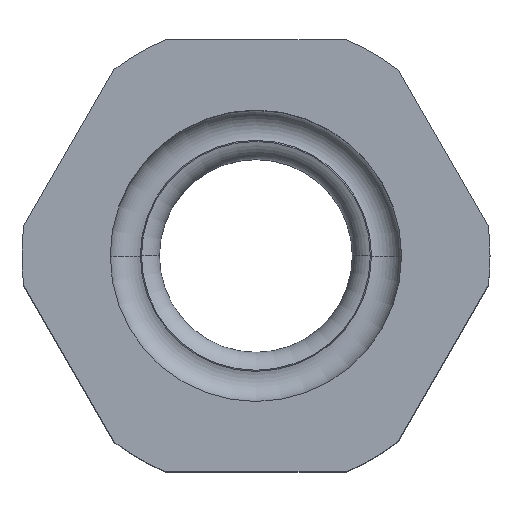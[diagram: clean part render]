
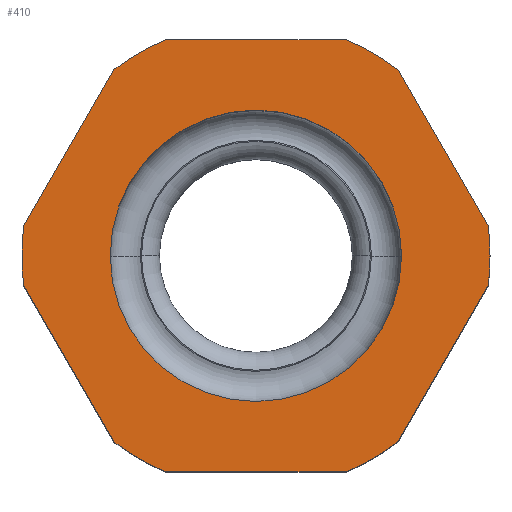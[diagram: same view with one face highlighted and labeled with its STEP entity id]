
A CAD part, top view. The second image highlights one B-rep face of the part: STEP entity #410.
In plain terms, the highlighted planar face has unit normal (0, 0, 1).
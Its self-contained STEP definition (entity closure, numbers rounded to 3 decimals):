
#45 = CARTESIAN_POINT ( 'NONE',  ( 0., 0., 26.8 ) ) ;
#49 = DIRECTION ( 'NONE',  ( 0., 0., 1. ) ) ;
#50 = DIRECTION ( 'NONE',  ( 1., 0., 0. ) ) ;
#236 = VECTOR ( 'NONE', #711, 1000. ) ;
#240 = VECTOR ( 'NONE', #720, 1000. ) ;
#242 = VECTOR ( 'NONE', #2365, 1000. ) ;
#245 = VECTOR ( 'NONE', #2374, 1000. ) ;
#248 = VECTOR ( 'NONE', #2383, 1000. ) ;
#252 = VECTOR ( 'NONE', #2392, 1000. ) ;
#303 = FACE_OUTER_BOUND ( 'NONE', #832, .T. ) ;
#305 = FACE_BOUND ( 'NONE', #831, .T. ) ;
#310 = AXIS2_PLACEMENT_3D ( 'NONE', #2500, #2501, #2502 ) ;
#357 = EDGE_CURVE ( 'NONE', #1543, #949, #1755, .T. ) ;
#358 = EDGE_CURVE ( 'NONE', #951, #950, #1754, .T. ) ;
#359 = EDGE_CURVE ( 'NONE', #953, #952, #1753, .T. ) ;
#360 = EDGE_CURVE ( 'NONE', #955, #954, #1752, .T. ) ;
#361 = EDGE_CURVE ( 'NONE', #957, #956, #1751, .T. ) ;
#362 = EDGE_CURVE ( 'NONE', #948, #958, #1750, .T. ) ;
#363 = EDGE_CURVE ( 'NONE', #949, #948, #709, .T. ) ;
#366 = EDGE_CURVE ( 'NONE', #950, #1549, #718, .T. ) ;
#368 = EDGE_CURVE ( 'NONE', #952, #951, #2363, .T. ) ;
#371 = EDGE_CURVE ( 'NONE', #954, #953, #2372, .T. ) ;
#374 = EDGE_CURVE ( 'NONE', #956, #955, #2381, .T. ) ;
#377 = EDGE_CURVE ( 'NONE', #958, #957, #2390, .T. ) ;
#410 = ADVANCED_FACE ( 'NONE', ( #305, #303 ), #2499, .T. ) ;
#428 = EDGE_CURVE ( 'NONE', #1552, #1551, #1741, .T. ) ;
#514 = ORIENTED_EDGE ( 'NONE', *, *, #2794, .F. ) ;
#516 = ORIENTED_EDGE ( 'NONE', *, *, #377, .T. ) ;
#517 = ORIENTED_EDGE ( 'NONE', *, *, #428, .F. ) ;
#518 = ORIENTED_EDGE ( 'NONE', *, *, #363, .T. ) ;
#519 = ORIENTED_EDGE ( 'NONE', *, *, #362, .T. ) ;
#520 = ORIENTED_EDGE ( 'NONE', *, *, #361, .T. ) ;
#521 = ORIENTED_EDGE ( 'NONE', *, *, #374, .T. ) ;
#522 = ORIENTED_EDGE ( 'NONE', *, *, #360, .T. ) ;
#523 = ORIENTED_EDGE ( 'NONE', *, *, #371, .T. ) ;
#524 = ORIENTED_EDGE ( 'NONE', *, *, #359, .T. ) ;
#525 = ORIENTED_EDGE ( 'NONE', *, *, #368, .T. ) ;
#526 = ORIENTED_EDGE ( 'NONE', *, *, #358, .T. ) ;
#527 = ORIENTED_EDGE ( 'NONE', *, *, #357, .T. ) ;
#528 = ORIENTED_EDGE ( 'NONE', *, *, #366, .T. ) ;
#529 = ORIENTED_EDGE ( 'NONE', *, *, #2711, .T. ) ;
#687 = CARTESIAN_POINT ( 'NONE',  ( 0., 0., 26.8 ) ) ;
#691 = DIRECTION ( 'NONE',  ( 0., 0., 1. ) ) ;
#692 = DIRECTION ( 'NONE',  ( 1., 0., 0. ) ) ;
#693 = CARTESIAN_POINT ( 'NONE',  ( 0., 0., 26.8 ) ) ;
#694 = DIRECTION ( 'NONE',  ( 0., 0., 1. ) ) ;
#695 = DIRECTION ( 'NONE',  ( 1., 0., 0. ) ) ;
#696 = CARTESIAN_POINT ( 'NONE',  ( 0., 0., 26.8 ) ) ;
#697 = DIRECTION ( 'NONE',  ( 0., 0., 1. ) ) ;
#698 = DIRECTION ( 'NONE',  ( 1., 0., 0. ) ) ;
#699 = CARTESIAN_POINT ( 'NONE',  ( 0., 0., 26.8 ) ) ;
#700 = DIRECTION ( 'NONE',  ( 0., 0., 1. ) ) ;
#701 = DIRECTION ( 'NONE',  ( 1., 0., 0. ) ) ;
#702 = CARTESIAN_POINT ( 'NONE',  ( 0., 0., 26.8 ) ) ;
#703 = DIRECTION ( 'NONE',  ( 0., 0., 1. ) ) ;
#704 = DIRECTION ( 'NONE',  ( 1., 0., 0. ) ) ;
#705 = CARTESIAN_POINT ( 'NONE',  ( 0., 0., 26.8 ) ) ;
#706 = DIRECTION ( 'NONE',  ( 0., 0., 1. ) ) ;
#707 = DIRECTION ( 'NONE',  ( 1., 0., 0. ) ) ;
#709 = LINE ( 'NONE', #710, #236 ) ;
#710 = CARTESIAN_POINT ( 'NONE',  ( 12.413, 0., 26.8 ) ) ;
#711 = DIRECTION ( 'NONE',  ( -0.5, 0.866, 0. ) ) ;
#718 = LINE ( 'NONE', #719, #240 ) ;
#719 = CARTESIAN_POINT ( 'NONE',  ( 6.207, -10.75, 26.8 ) ) ;
#720 = DIRECTION ( 'NONE',  ( 0.5, 0.866, 0. ) ) ;
#780 = AXIS2_PLACEMENT_3D ( 'NONE', #702, #703, #704 ) ;
#781 = AXIS2_PLACEMENT_3D ( 'NONE', #699, #700, #701 ) ;
#782 = AXIS2_PLACEMENT_3D ( 'NONE', #696, #697, #698 ) ;
#783 = AXIS2_PLACEMENT_3D ( 'NONE', #687, #691, #692 ) ;
#785 = AXIS2_PLACEMENT_3D ( 'NONE', #693, #694, #695 ) ;
#786 = AXIS2_PLACEMENT_3D ( 'NONE', #705, #706, #707 ) ;
#831 = EDGE_LOOP ( 'NONE', ( #514, #517 ) ) ;
#832 = EDGE_LOOP ( 'NONE', ( #518, #519, #516, #520, #521, #522, #523, #524, #525, #526, #528, #529, #527 ) ) ;
#948 = VERTEX_POINT ( 'NONE', #2597 ) ;
#949 = VERTEX_POINT ( 'NONE', #2598 ) ;
#950 = VERTEX_POINT ( 'NONE', #2599 ) ;
#951 = VERTEX_POINT ( 'NONE', #2600 ) ;
#952 = VERTEX_POINT ( 'NONE', #2601 ) ;
#953 = VERTEX_POINT ( 'NONE', #2602 ) ;
#954 = VERTEX_POINT ( 'NONE', #2603 ) ;
#955 = VERTEX_POINT ( 'NONE', #2604 ) ;
#956 = VERTEX_POINT ( 'NONE', #2605 ) ;
#957 = VERTEX_POINT ( 'NONE', #2606 ) ;
#958 = VERTEX_POINT ( 'NONE', #2607 ) ;
#1150 = CARTESIAN_POINT ( 'NONE',  ( 0., 0., 26.8 ) ) ;
#1154 = DIRECTION ( 'NONE',  ( 0., 0., 1. ) ) ;
#1155 = DIRECTION ( 'NONE',  ( 1., 0., 0. ) ) ;
#1543 = VERTEX_POINT ( 'NONE', #1961 ) ;
#1549 = VERTEX_POINT ( 'NONE', #1967 ) ;
#1551 = VERTEX_POINT ( 'NONE', #1969 ) ;
#1552 = VERTEX_POINT ( 'NONE', #1970 ) ;
#1645 = AXIS2_PLACEMENT_3D ( 'NONE', #45, #49, #50 ) ;
#1723 = CIRCLE ( 'NONE', #1645, 7.25 ) ;
#1741 = CIRCLE ( 'NONE', #2215, 7.25 ) ;
#1750 = CIRCLE ( 'NONE', #786, 11.65 ) ;
#1751 = CIRCLE ( 'NONE', #780, 11.65 ) ;
#1752 = CIRCLE ( 'NONE', #781, 11.65 ) ;
#1753 = CIRCLE ( 'NONE', #782, 11.65 ) ;
#1754 = CIRCLE ( 'NONE', #785, 11.65 ) ;
#1755 = CIRCLE ( 'NONE', #783, 11.65 ) ;
#1842 = AXIS2_PLACEMENT_3D ( 'NONE', #1150, #1154, #1155 ) ;
#1961 = CARTESIAN_POINT ( 'NONE',  ( 11.65, 0., 26.8 ) ) ;
#1967 = CARTESIAN_POINT ( 'NONE',  ( 11.555, -1.487, 26.8 ) ) ;
#1969 = CARTESIAN_POINT ( 'NONE',  ( -7.25, 0., 26.8 ) ) ;
#1970 = CARTESIAN_POINT ( 'NONE',  ( 7.25, 0., 26.8 ) ) ;
#2215 = AXIS2_PLACEMENT_3D ( 'NONE', #2562, #2563, #2564 ) ;
#2325 = CIRCLE ( 'NONE', #1842, 11.65 ) ;
#2363 = LINE ( 'NONE', #2364, #242 ) ;
#2364 = CARTESIAN_POINT ( 'NONE',  ( -6.207, -10.75, 26.8 ) ) ;
#2365 = DIRECTION ( 'NONE',  ( 1., 0., 0. ) ) ;
#2372 = LINE ( 'NONE', #2373, #245 ) ;
#2373 = CARTESIAN_POINT ( 'NONE',  ( -12.413, 0., 26.8 ) ) ;
#2374 = DIRECTION ( 'NONE',  ( 0.5, -0.866, 0. ) ) ;
#2381 = LINE ( 'NONE', #2382, #248 ) ;
#2382 = CARTESIAN_POINT ( 'NONE',  ( -6.207, 10.75, 26.8 ) ) ;
#2383 = DIRECTION ( 'NONE',  ( -0.5, -0.866, 0. ) ) ;
#2390 = LINE ( 'NONE', #2391, #252 ) ;
#2391 = CARTESIAN_POINT ( 'NONE',  ( 6.207, 10.75, 26.8 ) ) ;
#2392 = DIRECTION ( 'NONE',  ( -1., 0., 0. ) ) ;
#2499 = PLANE ( 'NONE',  #310 ) ;
#2500 = CARTESIAN_POINT ( 'NONE',  ( 0., 0., 26.8 ) ) ;
#2501 = DIRECTION ( 'NONE',  ( 0., 0., 1. ) ) ;
#2502 = DIRECTION ( 'NONE',  ( 1., 0., 0. ) ) ;
#2562 = CARTESIAN_POINT ( 'NONE',  ( 0., 0., 26.8 ) ) ;
#2563 = DIRECTION ( 'NONE',  ( 0., 0., 1. ) ) ;
#2564 = DIRECTION ( 'NONE',  ( 1., 0., 0. ) ) ;
#2597 = CARTESIAN_POINT ( 'NONE',  ( 7.065, 9.263, 26.8 ) ) ;
#2598 = CARTESIAN_POINT ( 'NONE',  ( 11.555, 1.487, 26.8 ) ) ;
#2599 = CARTESIAN_POINT ( 'NONE',  ( 7.065, -9.263, 26.8 ) ) ;
#2600 = CARTESIAN_POINT ( 'NONE',  ( 4.49, -10.75, 26.8 ) ) ;
#2601 = CARTESIAN_POINT ( 'NONE',  ( -4.49, -10.75, 26.8 ) ) ;
#2602 = CARTESIAN_POINT ( 'NONE',  ( -7.065, -9.263, 26.8 ) ) ;
#2603 = CARTESIAN_POINT ( 'NONE',  ( -11.555, -1.487, 26.8 ) ) ;
#2604 = CARTESIAN_POINT ( 'NONE',  ( -11.555, 1.487, 26.8 ) ) ;
#2605 = CARTESIAN_POINT ( 'NONE',  ( -7.065, 9.263, 26.8 ) ) ;
#2606 = CARTESIAN_POINT ( 'NONE',  ( -4.49, 10.75, 26.8 ) ) ;
#2607 = CARTESIAN_POINT ( 'NONE',  ( 4.49, 10.75, 26.8 ) ) ;
#2711 = EDGE_CURVE ( 'NONE', #1549, #1543, #2325, .T. ) ;
#2794 = EDGE_CURVE ( 'NONE', #1551, #1552, #1723, .T. ) ;
